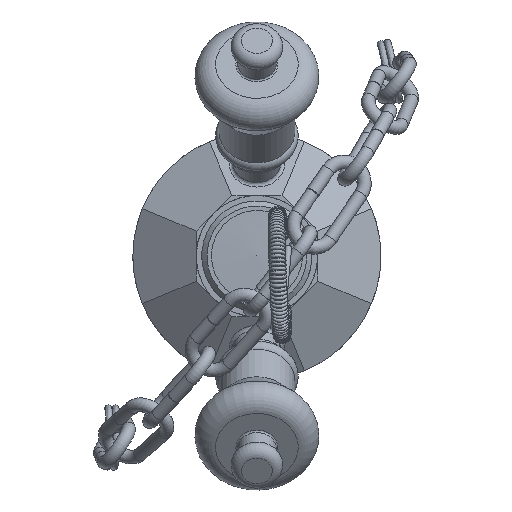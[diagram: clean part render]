
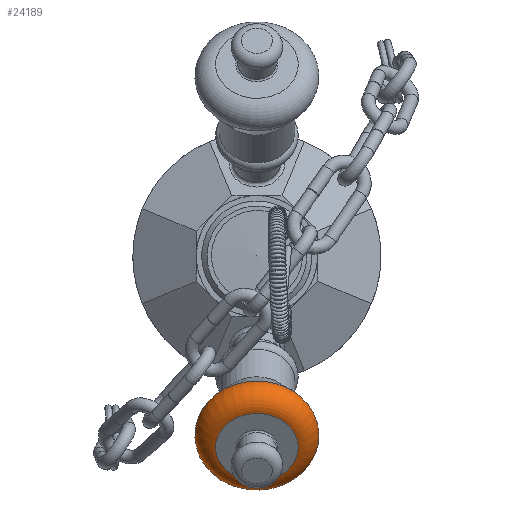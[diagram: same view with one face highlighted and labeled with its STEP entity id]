
A CAD part, top view. The second image highlights one B-rep face of the part: STEP entity #24189.
In plain terms, the highlighted toroidal (fillet/blend) face has major radius 6 mm and minor radius 3 mm.
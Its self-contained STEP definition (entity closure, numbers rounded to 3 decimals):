
#24155=CARTESIAN_POINT('',(5.542,-25.894,42.842));
#24156=VERTEX_POINT('',#24155);
#24157=CARTESIAN_POINT('',(0.,-27.778,41.522));
#24158=DIRECTION('',(0.,0.574,-0.819));
#24159=DIRECTION('',(0.924,0.314,0.22));
#24160=AXIS2_PLACEMENT_3D('',#24157,#24158,#24159);
#24161=CIRCLE('',#24160,6.);
#24162=EDGE_CURVE('',#24156,#24156,#24161,.T.);
#24170=CARTESIAN_POINT('',(0.,-26.058,39.065));
#24171=DIRECTION('',(0.,0.574,-0.819));
#24172=DIRECTION('',(-0.383,0.757,0.53));
#24173=AXIS2_PLACEMENT_3D('',#24170,#24171,#24172);
#24174=TOROIDAL_SURFACE('',#24173,6.0,3.);
#24175=CARTESIAN_POINT('',(7.956,-22.508,39.753));
#24176=VERTEX_POINT('',#24175);
#24177=CARTESIAN_POINT('',(0.,-25.213,37.859));
#24178=DIRECTION('',(0.,0.574,-0.819));
#24179=DIRECTION('',(0.924,0.314,0.22));
#24180=AXIS2_PLACEMENT_3D('',#24177,#24178,#24179);
#24181=CIRCLE('',#24180,8.614);
#24182=EDGE_CURVE('',#24176,#24176,#24181,.T.);
#24183=ORIENTED_EDGE('',*,*,#24182,.F.);
#24184=EDGE_LOOP('',(#24183));
#24185=FACE_OUTER_BOUND('',#24184,.T.);
#24186=ORIENTED_EDGE('',*,*,#24162,.T.);
#24187=EDGE_LOOP('',(#24186));
#24188=FACE_BOUND('',#24187,.T.);
#24189=ADVANCED_FACE('',(#24185,#24188),#24174,.T.);
